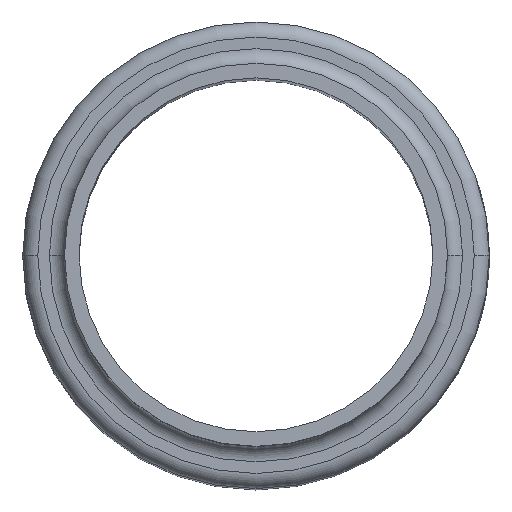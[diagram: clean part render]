
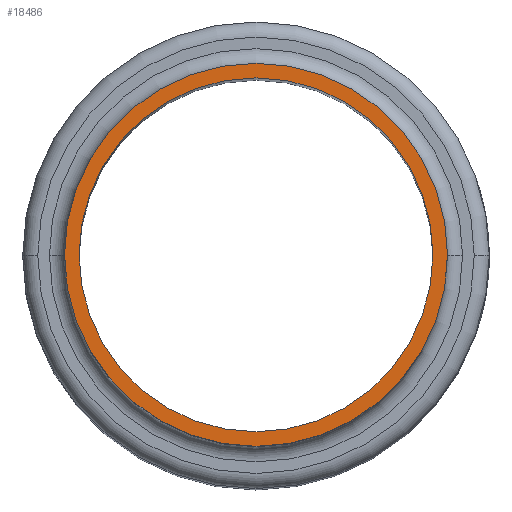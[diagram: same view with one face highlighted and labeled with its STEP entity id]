
A CAD part, top view. The second image highlights one B-rep face of the part: STEP entity #18486.
In plain terms, the highlighted planar face has unit normal (0, 0, 1).
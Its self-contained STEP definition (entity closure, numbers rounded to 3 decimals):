
#406 = DIRECTION ( 'NONE',  ( 1., 0., 0. ) ) ;
#1059 = DIRECTION ( 'NONE',  ( 0., 0., 1. ) ) ;
#2440 = DIRECTION ( 'NONE',  ( 0., 0., 1. ) ) ;
#2533 = CARTESIAN_POINT ( 'NONE',  ( 35.15, 0., 0. ) ) ;
#2657 = CIRCLE ( 'NONE', #26602, 38.05 ) ;
#3378 = CARTESIAN_POINT ( 'NONE',  ( 0., 0., 0. ) ) ;
#4413 = ORIENTED_EDGE ( 'NONE', *, *, #19693, .T. ) ;
#4420 = CIRCLE ( 'NONE', #14374, 35.15 ) ;
#4528 = DIRECTION ( 'NONE',  ( 0., 0., 1. ) ) ;
#6297 = CARTESIAN_POINT ( 'NONE',  ( 0., 36.15, 0. ) ) ;
#7638 = CIRCLE ( 'NONE', #27079, 38.05 ) ;
#9366 = VERTEX_POINT ( 'NONE', #22332 ) ;
#10531 = FACE_OUTER_BOUND ( 'NONE', #16027, .T. ) ;
#10665 = DIRECTION ( 'NONE',  ( 0., 0., -1. ) ) ;
#10902 = CARTESIAN_POINT ( 'NONE',  ( 0., 0., 0. ) ) ;
#11676 = AXIS2_PLACEMENT_3D ( 'NONE', #6297, #10665, #27932 ) ;
#12433 = CARTESIAN_POINT ( 'NONE',  ( -35.15, 0., 0. ) ) ;
#12930 = CARTESIAN_POINT ( 'NONE',  ( 0., 0., 0. ) ) ;
#14107 = ORIENTED_EDGE ( 'NONE', *, *, #22366, .F. ) ;
#14164 = DIRECTION ( 'NONE',  ( 0., 0., 1. ) ) ;
#14374 = AXIS2_PLACEMENT_3D ( 'NONE', #10902, #4528, #406 ) ;
#14389 = DIRECTION ( 'NONE',  ( 1., 0., 0. ) ) ;
#14446 = CIRCLE ( 'NONE', #19884, 35.15 ) ;
#16027 = EDGE_LOOP ( 'NONE', ( #4413, #20585 ) ) ;
#16224 = CARTESIAN_POINT ( 'NONE',  ( 0., 0., 0. ) ) ;
#18486 = ADVANCED_FACE ( 'NONE', ( #21297, #10531 ), #19177, .F. ) ;
#19177 = PLANE ( 'NONE',  #11676 ) ;
#19693 = EDGE_CURVE ( 'NONE', #9366, #23054, #2657, .T. ) ;
#19884 = AXIS2_PLACEMENT_3D ( 'NONE', #12930, #2440, #27926 ) ;
#20585 = ORIENTED_EDGE ( 'NONE', *, *, #21276, .T. ) ;
#20657 = DIRECTION ( 'NONE',  ( 1., 0., 0. ) ) ;
#21276 = EDGE_CURVE ( 'NONE', #23054, #9366, #7638, .T. ) ;
#21297 = FACE_BOUND ( 'NONE', #26630, .T. ) ;
#21833 = VERTEX_POINT ( 'NONE', #12433 ) ;
#22076 = ORIENTED_EDGE ( 'NONE', *, *, #26300, .F. ) ;
#22332 = CARTESIAN_POINT ( 'NONE',  ( 38.05, 0., 0. ) ) ;
#22366 = EDGE_CURVE ( 'NONE', #21833, #27183, #14446, .T. ) ;
#23054 = VERTEX_POINT ( 'NONE', #24009 ) ;
#24009 = CARTESIAN_POINT ( 'NONE',  ( -38.05, 0., 0. ) ) ;
#26300 = EDGE_CURVE ( 'NONE', #27183, #21833, #4420, .T. ) ;
#26602 = AXIS2_PLACEMENT_3D ( 'NONE', #3378, #14164, #20657 ) ;
#26630 = EDGE_LOOP ( 'NONE', ( #22076, #14107 ) ) ;
#27079 = AXIS2_PLACEMENT_3D ( 'NONE', #16224, #1059, #14389 ) ;
#27183 = VERTEX_POINT ( 'NONE', #2533 ) ;
#27926 = DIRECTION ( 'NONE',  ( 1., 0., 0. ) ) ;
#27932 = DIRECTION ( 'NONE',  ( -1., 0., 0. ) ) ;
